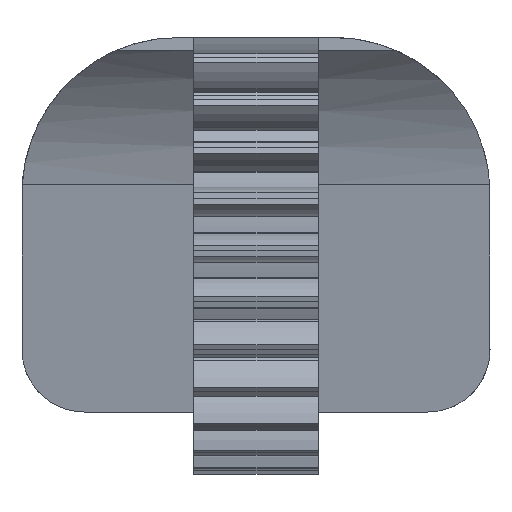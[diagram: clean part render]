
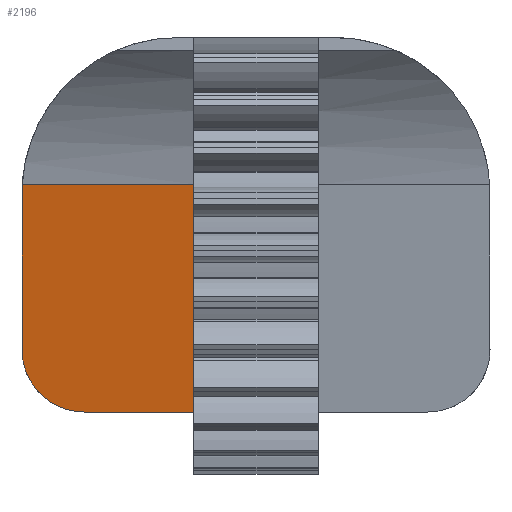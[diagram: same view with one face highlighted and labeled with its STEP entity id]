
A CAD part, left-side view. The second image highlights one B-rep face of the part: STEP entity #2196.
In plain terms, the highlighted planar face has unit normal (-0.985, 0, -0.174).
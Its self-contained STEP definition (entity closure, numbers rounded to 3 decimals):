
#4 = LINE ( 'NONE', #1675, #3309 ) ;
#9 = DIRECTION ( 'NONE',  ( 0.985, 0., 0.174 ) ) ;
#31 = CARTESIAN_POINT ( 'NONE',  ( -4.582, 32.499, 1.121 ) ) ;
#193 = CARTESIAN_POINT ( 'NONE',  ( -4.614, 27., 1.302 ) ) ;
#236 = B_SPLINE_CURVE_WITH_KNOTS ( 'NONE', 5,
 ( #3813, #2900, #31, #2079, #4140, #1237 ),
 .UNSPECIFIED., .F., .F.,
 ( 6, 6 ),
 ( 0., 0.434 ),
 .UNSPECIFIED. ) ;
#294 = CARTESIAN_POINT ( 'NONE',  ( -3.679, 32.5, -4. ) ) ;
#359 = CARTESIAN_POINT ( 'NONE',  ( -3.399, 31.739, -5.587 ) ) ;
#492 = ORIENTED_EDGE ( 'NONE', *, *, #3697, .F. ) ;
#723 = VERTEX_POINT ( 'NONE', #4640 ) ;
#885 = VERTEX_POINT ( 'NONE', #193 ) ;
#1102 = CARTESIAN_POINT ( 'NONE',  ( -3.362, 31.423, -5.8 ) ) ;
#1131 = CARTESIAN_POINT ( 'NONE',  ( -3.33, 30.879, -5.978 ) ) ;
#1196 = VERTEX_POINT ( 'NONE', #3550 ) ;
#1212 = CARTESIAN_POINT ( 'NONE',  ( -3.421, 31.884, -5.463 ) ) ;
#1220 = ORIENTED_EDGE ( 'NONE', *, *, #4892, .F. ) ;
#1237 = CARTESIAN_POINT ( 'NONE',  ( -4.614, 32.491, 1.302 ) ) ;
#1545 = CARTESIAN_POINT ( 'NONE',  ( -3.326, 30.689, -6. ) ) ;
#1648 = CARTESIAN_POINT ( 'NONE',  ( -3.679, 32.5, -4. ) ) ;
#1675 = CARTESIAN_POINT ( 'NONE',  ( -3.326, 28.75, -6. ) ) ;
#2079 = CARTESIAN_POINT ( 'NONE',  ( -4.593, 32.497, 1.181 ) ) ;
#2151 = VECTOR ( 'NONE', #2304, 1000. ) ;
#2196 = ADVANCED_FACE ( 'NONE', ( #2905 ), #5016, .F. ) ;
#2304 = DIRECTION ( 'NONE',  ( 0., 1., 0. ) ) ;
#2352 = CARTESIAN_POINT ( 'NONE',  ( -3.561, 32.398, -4.672 ) ) ;
#2380 = ORIENTED_EDGE ( 'NONE', *, *, #3799, .F. ) ;
#2406 = CARTESIAN_POINT ( 'NONE',  ( -3.97, 27., -2.349 ) ) ;
#2440 = CARTESIAN_POINT ( 'NONE',  ( -3.326, 30.5, -6. ) ) ;
#2524 = CARTESIAN_POINT ( 'NONE',  ( -3.658, 32.498, -4.121 ) ) ;
#2525 = DIRECTION ( 'NONE',  ( 0., 1., 0. ) ) ;
#2563 = VECTOR ( 'NONE', #2731, 1000. ) ;
#2640 = AXIS2_PLACEMENT_3D ( 'NONE', #4229, #9, #4556 ) ;
#2642 = EDGE_CURVE ( 'NONE', #2892, #723, #3027, .T. ) ;
#2722 = B_SPLINE_CURVE_WITH_KNOTS ( 'NONE', 5,
 ( #2440, #1545, #1131, #4085, #1102, #359, #1212, #3556, #2765, #2352, #2793, #4440, #2524, #4606, #1648 ),
 .UNSPECIFIED., .F., .F.,
 ( 6, 3, 3, 3, 6 ),
 ( 0., 1.34, 2.687, 4.043, 4.477 ),
 .UNSPECIFIED. ) ;
#2731 = DIRECTION ( 'NONE',  ( 0.174, 0., -0.985 ) ) ;
#2765 = CARTESIAN_POINT ( 'NONE',  ( -3.529, 32.326, -4.848 ) ) ;
#2793 = CARTESIAN_POINT ( 'NONE',  ( -3.603, 32.465, -4.429 ) ) ;
#2892 = VERTEX_POINT ( 'NONE', #294 ) ;
#2900 = CARTESIAN_POINT ( 'NONE',  ( -4.571, 32.5, 1.06 ) ) ;
#2905 = FACE_OUTER_BOUND ( 'NONE', #4121, .T. ) ;
#3027 = LINE ( 'NONE', #3469, #3712 ) ;
#3065 = EDGE_CURVE ( 'NONE', #885, #3871, #3561, .T. ) ;
#3309 = VECTOR ( 'NONE', #2525, 1000. ) ;
#3469 = CARTESIAN_POINT ( 'NONE',  ( -4.12, 32.5, -1.5 ) ) ;
#3550 = CARTESIAN_POINT ( 'NONE',  ( -3.326, 27., -6. ) ) ;
#3556 = CARTESIAN_POINT ( 'NONE',  ( -3.471, 32.142, -5.181 ) ) ;
#3561 = LINE ( 'NONE', #3876, #2151 ) ;
#3613 = VERTEX_POINT ( 'NONE', #4716 ) ;
#3697 = EDGE_CURVE ( 'NONE', #3613, #2892, #2722, .T. ) ;
#3712 = VECTOR ( 'NONE', #4299, 1000. ) ;
#3799 = EDGE_CURVE ( 'NONE', #723, #3871, #236, .T. ) ;
#3802 = ORIENTED_EDGE ( 'NONE', *, *, #2642, .F. ) ;
#3813 = CARTESIAN_POINT ( 'NONE',  ( -4.561, 32.5, 1. ) ) ;
#3871 = VERTEX_POINT ( 'NONE', #3942 ) ;
#3876 = CARTESIAN_POINT ( 'NONE',  ( -4.614, 25., 1.302 ) ) ;
#3942 = CARTESIAN_POINT ( 'NONE',  ( -4.614, 32.491, 1.302 ) ) ;
#3958 = EDGE_CURVE ( 'NONE', #885, #1196, #4049, .T. ) ;
#4049 = LINE ( 'NONE', #2406, #2563 ) ;
#4085 = CARTESIAN_POINT ( 'NONE',  ( -3.338, 31.065, -5.933 ) ) ;
#4121 = EDGE_LOOP ( 'NONE', ( #492, #1220, #4885, #5293, #2380, #3802 ) ) ;
#4140 = CARTESIAN_POINT ( 'NONE',  ( -4.603, 32.494, 1.242 ) ) ;
#4229 = CARTESIAN_POINT ( 'NONE',  ( -4.614, 25., 1.302 ) ) ;
#4299 = DIRECTION ( 'NONE',  ( -0.174, 0., 0.985 ) ) ;
#4440 = CARTESIAN_POINT ( 'NONE',  ( -3.647, 32.493, -4.181 ) ) ;
#4556 = DIRECTION ( 'NONE',  ( 0., -1., 0. ) ) ;
#4606 = CARTESIAN_POINT ( 'NONE',  ( -3.668, 32.5, -4.06 ) ) ;
#4640 = CARTESIAN_POINT ( 'NONE',  ( -4.561, 32.5, 1. ) ) ;
#4716 = CARTESIAN_POINT ( 'NONE',  ( -3.326, 30.5, -6. ) ) ;
#4885 = ORIENTED_EDGE ( 'NONE', *, *, #3958, .F. ) ;
#4892 = EDGE_CURVE ( 'NONE', #1196, #3613, #4, .T. ) ;
#5016 = PLANE ( 'NONE',  #2640 ) ;
#5293 = ORIENTED_EDGE ( 'NONE', *, *, #3065, .T. ) ;
